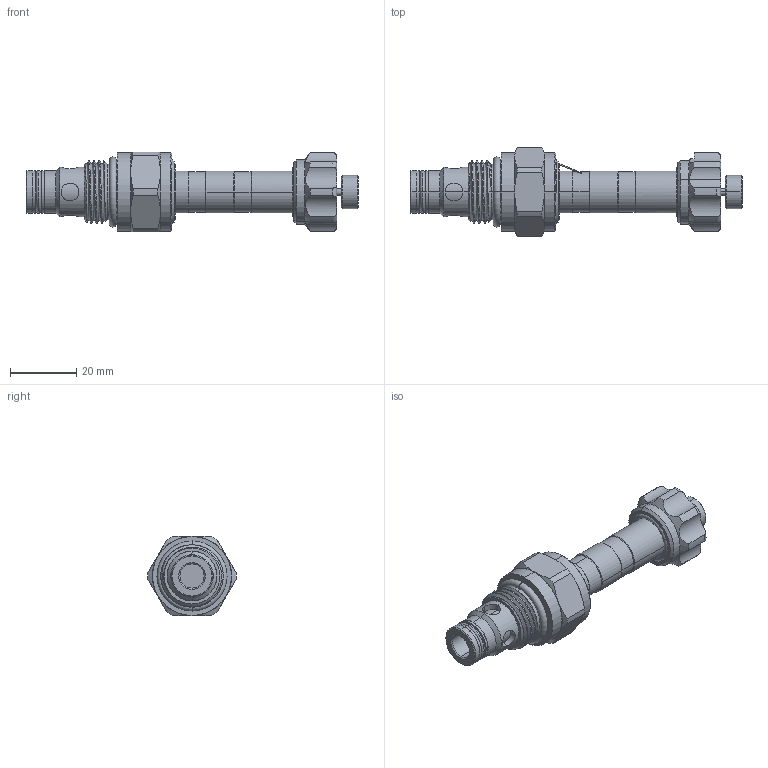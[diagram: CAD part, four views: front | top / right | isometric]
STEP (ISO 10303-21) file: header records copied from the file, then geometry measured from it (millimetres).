
FILE_DESCRIPTION (( 'STEP AP203' ), '1' );
FILE_NAME ('EP08W2A04P05.STEP', '2016-08-12T05:47:50', ( '' ), ( '' ), 'SwSTEP 2.0', 'SolidWorks 2012', '' );
FILE_SCHEMA (( 'CONFIG_CONTROL_DESIGN' ));
Length unit declared in the file: millimetre
Products named in the file (1): EP08W2A04P05
Bounding box: 100.25 x 26.69 x 24 mm (x, y, z)
Volume: 21665.5 mm3; surface area: 9233.4 mm2
Topology: 4 solids, 4 shells, 269 faces, 633 edges, 393 vertices
Faces by surface type: cylinder 130, plane 56, cone 54, torus 24, bspline 5
Entity records: 16697 total; most frequent: CARTESIAN_POINT 10510, DIRECTION 1321, ORIENTED_EDGE 1266, EDGE_CURVE 633, AXIS2_PLACEMENT_3D 558, VERTEX_POINT 393, EDGE_LOOP 298, CIRCLE 293
